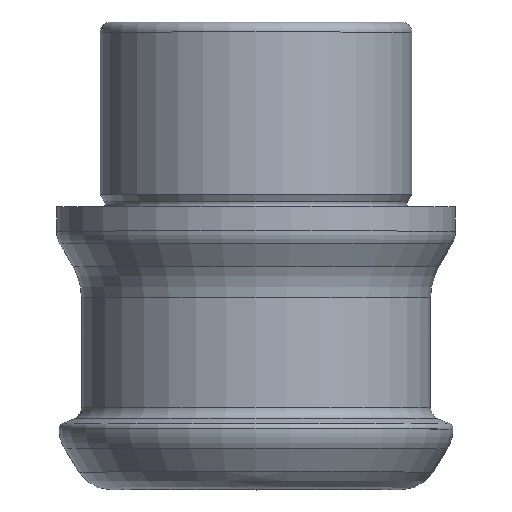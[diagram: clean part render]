
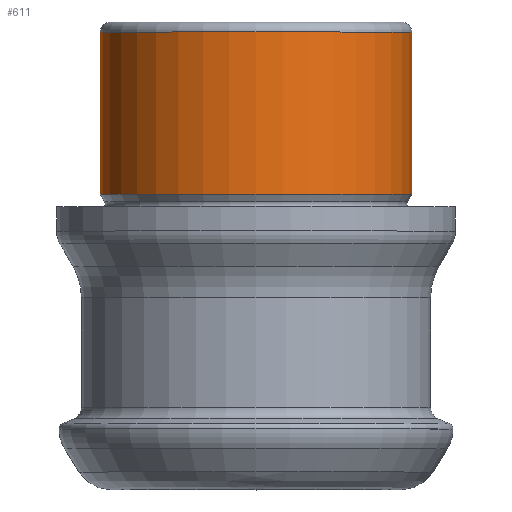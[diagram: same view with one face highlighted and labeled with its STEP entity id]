
A CAD part, top view. The second image highlights one B-rep face of the part: STEP entity #611.
In plain terms, the highlighted cylindrical face has radius 12.5 mm (diameter 25 mm), a full revolution.
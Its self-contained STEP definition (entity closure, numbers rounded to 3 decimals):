
#42 = CARTESIAN_POINT ( 'NONE',  ( 0., 36.7, 12.5 ) ) ;
#59 = FACE_OUTER_BOUND ( 'NONE', #398, .T. ) ;
#87 = CIRCLE ( 'NONE', #431, 12.5 ) ;
#112 = EDGE_CURVE ( 'NONE', #505, #505, #542, .T. ) ;
#139 = AXIS2_PLACEMENT_3D ( 'NONE', #470, #284, #275 ) ;
#149 = EDGE_LOOP ( 'NONE', ( #597 ) ) ;
#218 = ORIENTED_EDGE ( 'NONE', *, *, #112, .T. ) ;
#249 = CARTESIAN_POINT ( 'NONE',  ( 0., 39.647, 0. ) ) ;
#261 = DIRECTION ( 'NONE',  ( 0., 1., 0. ) ) ;
#275 = DIRECTION ( 'NONE',  ( 0., 0., 1. ) ) ;
#284 = DIRECTION ( 'NONE',  ( 0., 1., 0. ) ) ;
#351 = FACE_OUTER_BOUND ( 'NONE', #149, .T. ) ;
#392 = DIRECTION ( 'NONE',  ( 0., 0., 1. ) ) ;
#395 = DIRECTION ( 'NONE',  ( 0., 1., 0. ) ) ;
#398 = EDGE_LOOP ( 'NONE', ( #218 ) ) ;
#410 = AXIS2_PLACEMENT_3D ( 'NONE', #249, #261, #434 ) ;
#411 = CARTESIAN_POINT ( 'NONE',  ( 0., 23.7, 12.5 ) ) ;
#431 = AXIS2_PLACEMENT_3D ( 'NONE', #533, #395, #392 ) ;
#434 = DIRECTION ( 'NONE',  ( 0., 0., 1. ) ) ;
#457 = VERTEX_POINT ( 'NONE', #42 ) ;
#470 = CARTESIAN_POINT ( 'NONE',  ( 0., 23.7, 0. ) ) ;
#505 = VERTEX_POINT ( 'NONE', #411 ) ;
#533 = CARTESIAN_POINT ( 'NONE',  ( 0., 36.7, 0. ) ) ;
#540 = CYLINDRICAL_SURFACE ( 'NONE', #410, 12.5 ) ;
#542 = CIRCLE ( 'NONE', #139, 12.5 ) ;
#545 = EDGE_CURVE ( 'NONE', #457, #457, #87, .T. ) ;
#597 = ORIENTED_EDGE ( 'NONE', *, *, #545, .F. ) ;
#611 = ADVANCED_FACE ( 'NONE', ( #351, #59 ), #540, .T. ) ;
